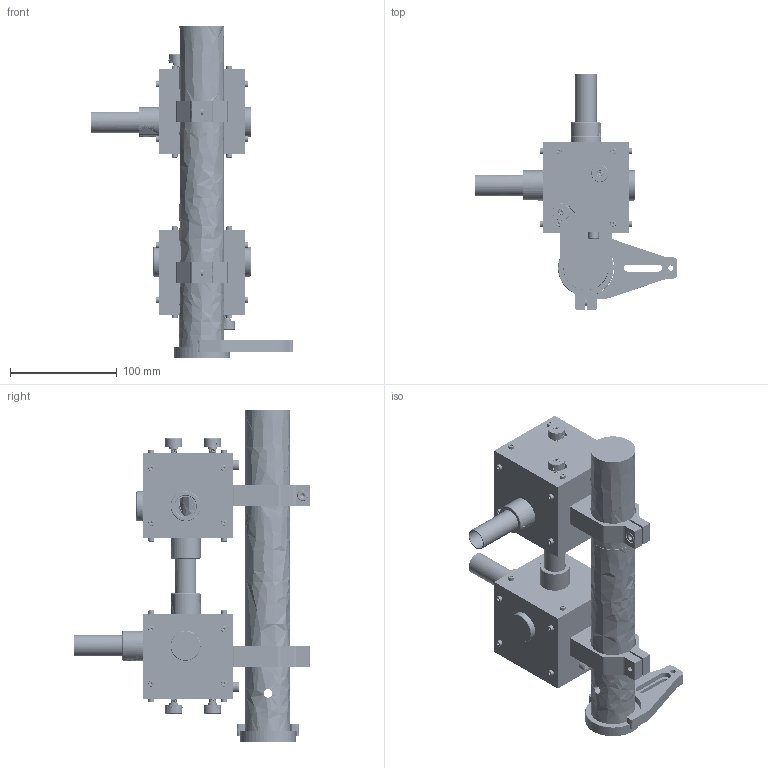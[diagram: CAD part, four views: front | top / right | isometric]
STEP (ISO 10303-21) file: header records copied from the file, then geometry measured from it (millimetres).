
FILE_DESCRIPTION(/* description */ (''),/* implementation_level */ '2;1');
FILE_NAME(/* name */ '04-PVH~1',/* time_stamp */ '2022-03-22T18:16:38+03:00',/* author */ (''),/* organization */ (''),/* preprocessor_version */ 'ST-DEVELOPER v15',/* originating_system */ '',/* authorisation */ '');
FILE_SCHEMA (('AUTOMOTIVE_DESIGN'));
Products named in the file (7): Document; Block 05; Block 04; Block 03; Block 02; Block 01
Assembly tree (6 placements, depth 3):
  Document
    Document
      Block 05
      Block 04
      Block 03
      Block 02
      Block 01
Bounding box: 189.5 x 220 x 310.5 mm (x, y, z)
Volume: 26914.7 mm3; surface area: 276579.7 mm2
Topology: 44 solids, 125 shells, 2791 faces, 9427 edges, 4701 vertices
Faces by surface type: bspline 2791
Entity records: 271508 total; most frequent: CARTESIAN_POINT 169697, B_SPLINE_CURVE_WITH_KNOTS 20227, ORIENTED_EDGE 15496, PCURVE 15496, DEFINITIONAL_REPRESENTATION 15496, SURFACE_CURVE 9307, EDGE_CURVE 9307, VERTEX_POINT 4695
